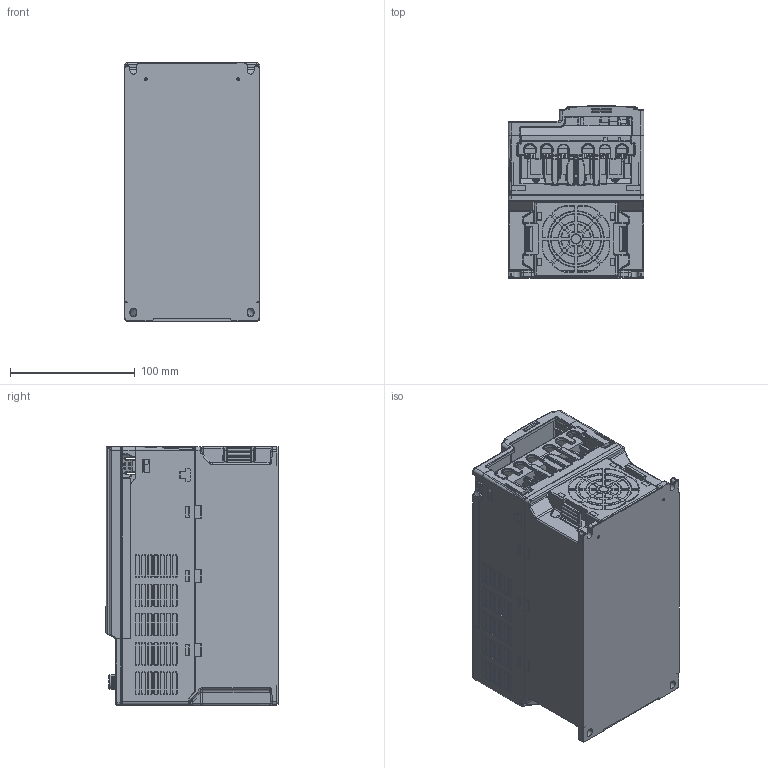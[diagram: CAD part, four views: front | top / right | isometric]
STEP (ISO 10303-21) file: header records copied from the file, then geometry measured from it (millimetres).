
FILE_DESCRIPTION (( 'STEP AP214' ), '1' );
FILE_NAME ('DELTA_IA_MDS_VFD-ME300-D1-3D-20190924 Red 1 CASE ONLY 1r1ext 2d New1B r2 COMPLETE 1 cmb2 Cb.STEP', '2021-10-27T17:32:49', ( '' ), ( '' ), 'SwSTEP 2.0', 'SolidWorks 2017', '' );
FILE_SCHEMA (( 'AUTOMOTIVE_DESIGN' ));
Length unit declared in the file: inch
Products named in the file (1): DELTA_IA_MDS_VFD-ME300-D1-3D-20190924 Red 1 CASE ONLY 1r1ext 2d New1B r2 COMPLETE 1 cmb2 Cb
Bounding box: 109.01 x 138 x 207 mm (x, y, z)
Volume: 2652235.2 mm3; surface area: 214856.9 mm2
Topology: 2 solids, 13 shells, 5014 faces, 13628 edges, 8783 vertices
Faces by surface type: plane 2184, cylinder 1372, bspline 784, torus 436, cone 226, sphere 12
Entity records: 214650 total; most frequent: CARTESIAN_POINT 97323, ORIENTED_EDGE 27244, DIRECTION 20578, EDGE_CURVE 13622, VERTEX_POINT 8783, AXIS2_PLACEMENT_3D 6864, VECTOR 6850, LINE 6850
